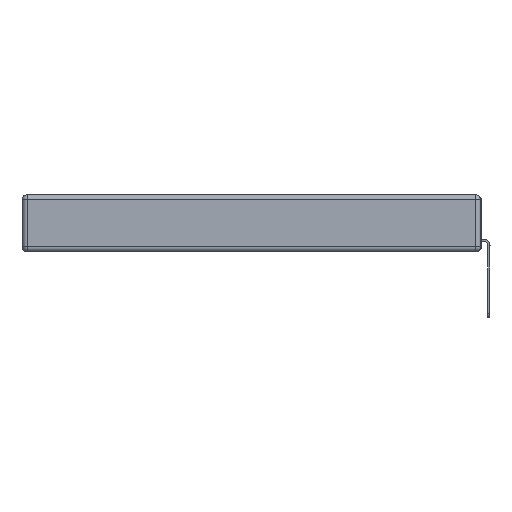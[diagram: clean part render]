
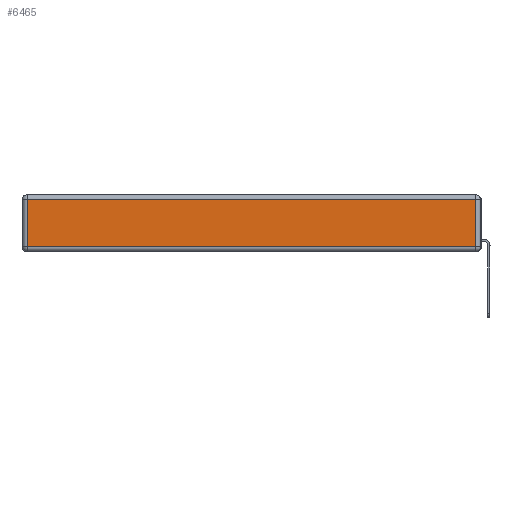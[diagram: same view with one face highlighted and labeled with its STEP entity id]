
A CAD part, left-side view. The second image highlights one B-rep face of the part: STEP entity #6465.
In plain terms, the highlighted planar face has unit normal (-1, 0, 0).
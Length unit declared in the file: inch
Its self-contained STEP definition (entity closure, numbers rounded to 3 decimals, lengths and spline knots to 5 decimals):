
#113 = EDGE_CURVE ( 'NONE', #8748, #3436, #1623, .T. ) ;
#746 = ORIENTED_EDGE ( 'NONE', *, *, #16244, .T. ) ;
#1623 = LINE ( 'NONE', #10039, #15725 ) ;
#3131 = VERTEX_POINT ( 'NONE', #17172 ) ;
#3423 = DIRECTION ( 'NONE',  ( 0., 0., 1. ) ) ;
#3436 = VERTEX_POINT ( 'NONE', #4884 ) ;
#3652 = EDGE_LOOP ( 'NONE', ( #746, #14606, #6601, #4380 ) ) ;
#3715 = VECTOR ( 'NONE', #15631, 39.37008 ) ;
#3809 = VERTEX_POINT ( 'NONE', #15000 ) ;
#3947 = CARTESIAN_POINT ( 'NONE',  ( 0., 0., -0.313 ) ) ;
#3983 = CARTESIAN_POINT ( 'NONE',  ( 0., 0.03, -0.313 ) ) ;
#4337 = VECTOR ( 'NONE', #18580, 39.37008 ) ;
#4380 = ORIENTED_EDGE ( 'NONE', *, *, #11596, .T. ) ;
#4782 = EDGE_CURVE ( 'NONE', #3436, #3131, #12709, .T. ) ;
#4884 = CARTESIAN_POINT ( 'NONE',  ( 0., 0.03, -0.03 ) ) ;
#4960 = CARTESIAN_POINT ( 'NONE',  ( 0., 0., -0.343 ) ) ;
#6465 = ADVANCED_FACE ( 'NONE', ( #18095 ), #18194, .T. ) ;
#6601 = ORIENTED_EDGE ( 'NONE', *, *, #4782, .T. ) ;
#6999 = CARTESIAN_POINT ( 'NONE',  ( 0., 2.75, -0.03 ) ) ;
#8748 = VERTEX_POINT ( 'NONE', #3983 ) ;
#8936 = DIRECTION ( 'NONE',  ( 0., 0., 1. ) ) ;
#10039 = CARTESIAN_POINT ( 'NONE',  ( 0., 0.03, -0.343 ) ) ;
#10554 = LINE ( 'NONE', #16438, #16575 ) ;
#11596 = EDGE_CURVE ( 'NONE', #3131, #3809, #10554, .T. ) ;
#12709 = LINE ( 'NONE', #6999, #4337 ) ;
#13041 = AXIS2_PLACEMENT_3D ( 'NONE', #4960, #16656, #3423 ) ;
#14606 = ORIENTED_EDGE ( 'NONE', *, *, #113, .T. ) ;
#15000 = CARTESIAN_POINT ( 'NONE',  ( 0., 2.72, -0.313 ) ) ;
#15631 = DIRECTION ( 'NONE',  ( 0., -1., 0. ) ) ;
#15725 = VECTOR ( 'NONE', #8936, 39.37008 ) ;
#16244 = EDGE_CURVE ( 'NONE', #3809, #8748, #17179, .T. ) ;
#16438 = CARTESIAN_POINT ( 'NONE',  ( 0., 2.72, -0.343 ) ) ;
#16575 = VECTOR ( 'NONE', #17889, 39.37008 ) ;
#16656 = DIRECTION ( 'NONE',  ( -1., 0., 0. ) ) ;
#17172 = CARTESIAN_POINT ( 'NONE',  ( 0., 2.72, -0.03 ) ) ;
#17179 = LINE ( 'NONE', #3947, #3715 ) ;
#17889 = DIRECTION ( 'NONE',  ( 0., 0., -1. ) ) ;
#18095 = FACE_OUTER_BOUND ( 'NONE', #3652, .T. ) ;
#18194 = PLANE ( 'NONE',  #13041 ) ;
#18580 = DIRECTION ( 'NONE',  ( 0., 1., 0. ) ) ;
